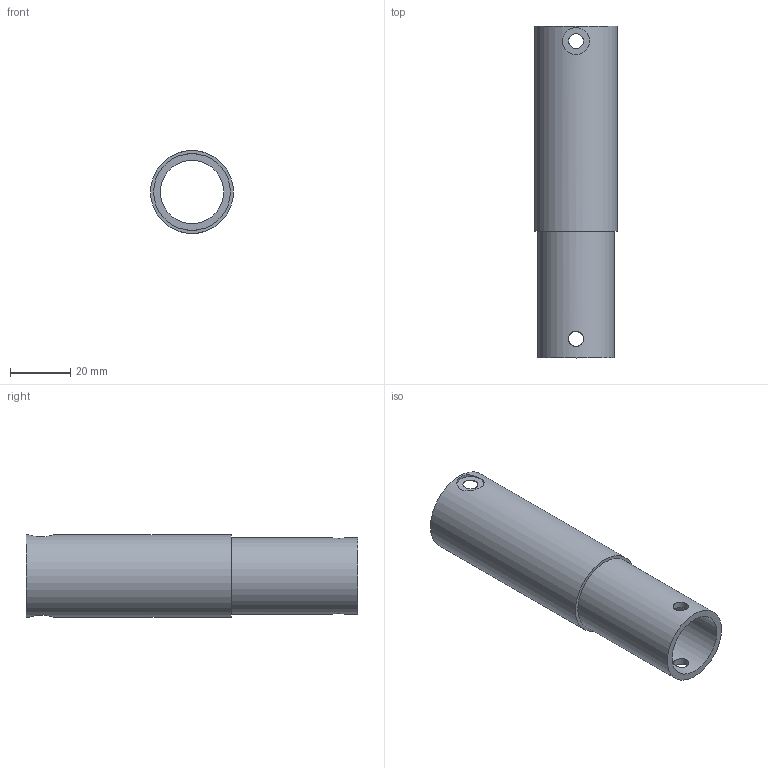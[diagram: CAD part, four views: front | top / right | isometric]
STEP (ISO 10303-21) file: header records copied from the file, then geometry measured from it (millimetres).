
FILE_DESCRIPTION( ( 'Unknown' ), '1' );
FILE_NAME( 'Rallonge Yoke.stp', 'Unknown', ( 'Unknown' ), ( 'Unknown' ), 'PSStep 17.0.49', 'Unknown', ' ' );
FILE_SCHEMA( ( 'AUTOMOTIVE_DESIGN { 1 0 10303 214 1 1 1 1 }' ) );
Length unit declared in the file: millimetre
Products named in the file (1): 1
Bounding box: 27.5 x 110 x 27.5 mm (x, y, z)
Volume: 15589.9 mm3; surface area: 17612.6 mm2
Topology: 1 solids, 1 shells, 18 faces, 40 edges, 28 vertices
Faces by surface type: cylinder 11, plane 7
Full cylindrical faces by diameter (mm): 5 x4, 9 x2, 21 x1, 24.4 x1, 25.4 x2, 27.5 x1
Entity records: 1032 total; most frequent: CARTESIAN_POINT 535, DIRECTION 66, EDGE_LOOP 44, ORIENTED_EDGE 44, AXIS2_PLACEMENT_3D 33, FACE_OUTER_BOUND 29, EDGE_CURVE 22, VERTEX_POINT 22
